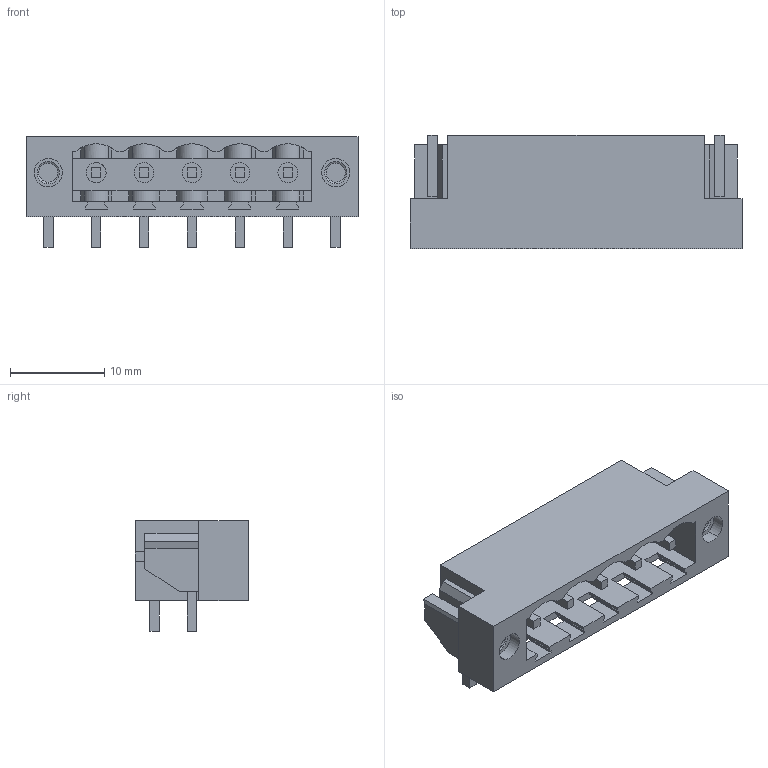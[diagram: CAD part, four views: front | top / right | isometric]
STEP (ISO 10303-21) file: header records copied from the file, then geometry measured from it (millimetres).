
FILE_DESCRIPTION(('CATIA V5 STEP Exchange','CAx-IF Rec.Pracs.--- Model Styling and Organization---1.4--- 2014-01-23'),'2;1');
FILE_NAME ('D1458211_1_1876700000_1876700000.stp','2023-05-08T12:59:30+00:00',('none'),('Weidmueller'),'CATIA Version 5-6 Release 2016 SP3 HF44','CATIA V5 STEP AP214','none');
FILE_SCHEMA(('AUTOMOTIVE_DESIGN { 1 0 10303 214 1 1 1 1 }'));
Length unit declared in the file: millimetre
Products named in the file (1): 1876700000
Bounding box: 35.2 x 12 x 11.7 mm (x, y, z)
Volume: 1525.4 mm3; surface area: 3473.4 mm2
Topology: 10 solids, 10 shells, 397 faces, 1155 edges, 770 vertices
Faces by surface type: plane 328, cylinder 61, cone 8
Entity records: 12495 total; most frequent: CARTESIAN_POINT 2480, ORIENTED_EDGE 2310, DIRECTION 1662, EDGE_CURVE 1155, VECTOR 981, LINE 981, VERTEX_POINT 770, EDGE_LOOP 421
